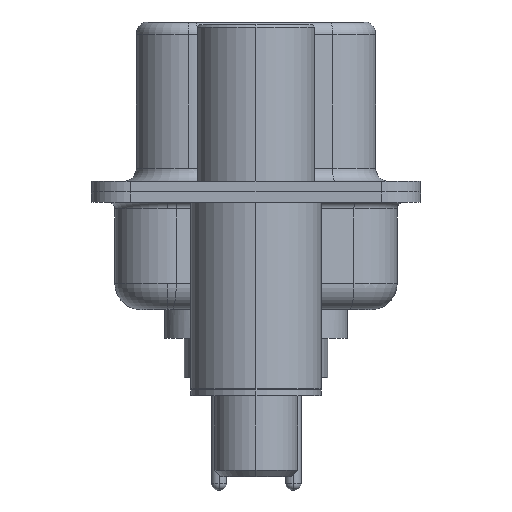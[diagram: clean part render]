
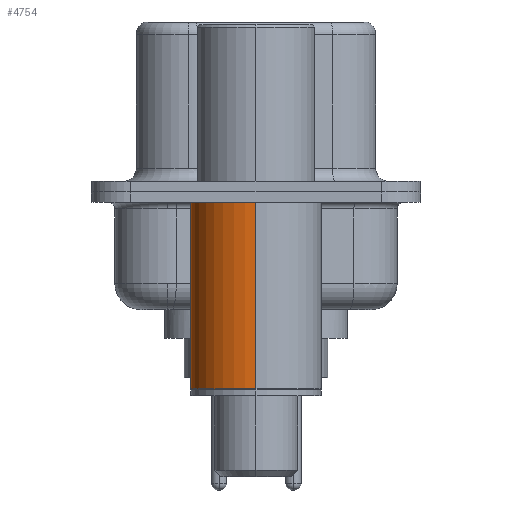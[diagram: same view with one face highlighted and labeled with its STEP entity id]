
A CAD part, left-side view. The second image highlights one B-rep face of the part: STEP entity #4754.
In plain terms, the highlighted cylindrical face has radius 2.5 mm (diameter 5 mm), a partial arc.
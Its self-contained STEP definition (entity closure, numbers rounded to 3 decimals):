
#1702 = CARTESIAN_POINT ( 'NONE',  ( 0., 0., -0.4 ) ) ;
#2014 = CIRCLE ( 'NONE', #13595, 2.5 ) ;
#2784 = CARTESIAN_POINT ( 'NONE',  ( -2.5, 0., 0.581 ) ) ;
#3580 = DIRECTION ( 'NONE',  ( 1., 0., 0. ) ) ;
#3839 = VERTEX_POINT ( 'NONE', #10162 ) ;
#4213 = CARTESIAN_POINT ( 'NONE',  ( 2.5, 0., -7.525 ) ) ;
#4480 = EDGE_CURVE ( 'NONE', #19123, #3839, #22664, .T. ) ;
#4606 = ORIENTED_EDGE ( 'NONE', *, *, #13500, .T. ) ;
#4687 = DIRECTION ( 'NONE',  ( 0., 0., 1. ) ) ;
#4754 = ADVANCED_FACE ( 'NONE', ( #9835 ), #16885, .T. ) ;
#6059 = CIRCLE ( 'NONE', #11366, 2.5 ) ;
#6189 = EDGE_LOOP ( 'NONE', ( #4606, #9109, #20094, #16182 ) ) ;
#9028 = VECTOR ( 'NONE', #19854, 1000. ) ;
#9109 = ORIENTED_EDGE ( 'NONE', *, *, #13360, .T. ) ;
#9835 = FACE_OUTER_BOUND ( 'NONE', #6189, .T. ) ;
#9904 = AXIS2_PLACEMENT_3D ( 'NONE', #21832, #21698, #13700 ) ;
#10162 = CARTESIAN_POINT ( 'NONE',  ( 2.5, 0., -0.4 ) ) ;
#10681 = DIRECTION ( 'NONE',  ( 0., 0., 1. ) ) ;
#11026 = VERTEX_POINT ( 'NONE', #14838 ) ;
#11037 = CARTESIAN_POINT ( 'NONE',  ( -2.5, 0., -0.4 ) ) ;
#11366 = AXIS2_PLACEMENT_3D ( 'NONE', #1702, #14263, #3580 ) ;
#12788 = EDGE_CURVE ( 'NONE', #3839, #22146, #6059, .T. ) ;
#13360 = EDGE_CURVE ( 'NONE', #11026, #22146, #19406, .T. ) ;
#13500 = EDGE_CURVE ( 'NONE', #19123, #11026, #2014, .T. ) ;
#13595 = AXIS2_PLACEMENT_3D ( 'NONE', #20872, #10681, #22585 ) ;
#13700 = DIRECTION ( 'NONE',  ( 1., 0., 0. ) ) ;
#14263 = DIRECTION ( 'NONE',  ( 0., 0., 1. ) ) ;
#14838 = CARTESIAN_POINT ( 'NONE',  ( -2.5, 0., -7.525 ) ) ;
#16182 = ORIENTED_EDGE ( 'NONE', *, *, #4480, .F. ) ;
#16885 = CYLINDRICAL_SURFACE ( 'NONE', #9904, 2.5 ) ;
#18886 = VECTOR ( 'NONE', #4687, 1000. ) ;
#19123 = VERTEX_POINT ( 'NONE', #4213 ) ;
#19406 = LINE ( 'NONE', #2784, #18886 ) ;
#19854 = DIRECTION ( 'NONE',  ( 0., 0., 1. ) ) ;
#20094 = ORIENTED_EDGE ( 'NONE', *, *, #12788, .F. ) ;
#20177 = CARTESIAN_POINT ( 'NONE',  ( 2.5, 0., 0.581 ) ) ;
#20872 = CARTESIAN_POINT ( 'NONE',  ( 0., 0., -7.525 ) ) ;
#21698 = DIRECTION ( 'NONE',  ( 0., 0., 1. ) ) ;
#21832 = CARTESIAN_POINT ( 'NONE',  ( 0., 0., 0.581 ) ) ;
#22146 = VERTEX_POINT ( 'NONE', #11037 ) ;
#22585 = DIRECTION ( 'NONE',  ( 1., 0., 0. ) ) ;
#22664 = LINE ( 'NONE', #20177, #9028 ) ;
